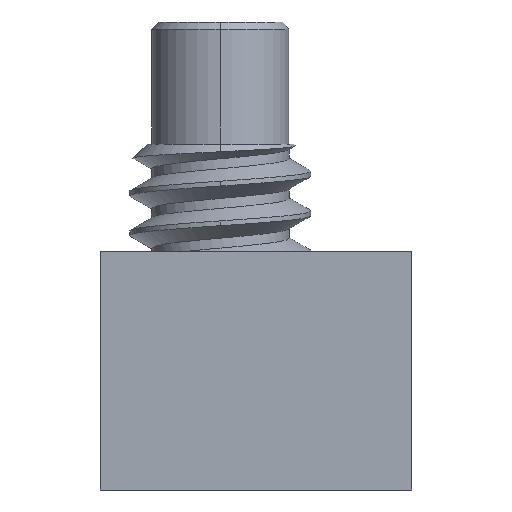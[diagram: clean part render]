
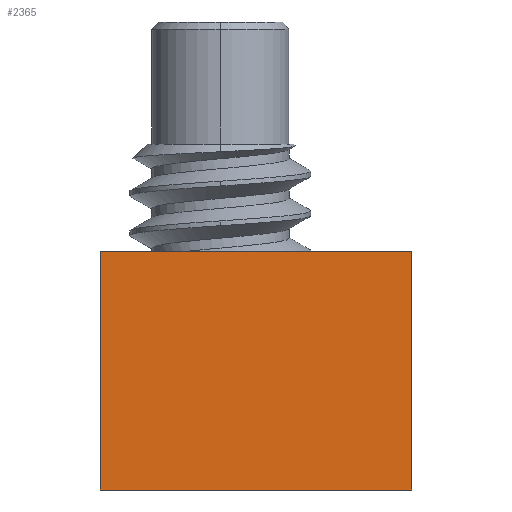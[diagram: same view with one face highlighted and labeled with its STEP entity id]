
A CAD part, left-side view. The second image highlights one B-rep face of the part: STEP entity #2365.
In plain terms, the highlighted planar face has unit normal (-1, 0, 0).
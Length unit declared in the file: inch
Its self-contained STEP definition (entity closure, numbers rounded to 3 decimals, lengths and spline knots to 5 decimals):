
#4 = EDGE_CURVE ( 'NONE', #462, #2091, #640, .T. ) ;
#22 = DIRECTION ( 'NONE',  ( 0., 0., 1. ) ) ;
#101 = CARTESIAN_POINT ( 'NONE',  ( -0.125, 0.12598, 0.125 ) ) ;
#230 = ORIENTED_EDGE ( 'NONE', *, *, #4, .F. ) ;
#260 = DIRECTION ( 'NONE',  ( 0., 1., 0. ) ) ;
#269 = DIRECTION ( 'NONE',  ( 0., 1., 0. ) ) ;
#297 = CARTESIAN_POINT ( 'NONE',  ( -0.125, 0.12598, -0.125 ) ) ;
#462 = VERTEX_POINT ( 'NONE', #297 ) ;
#468 = CARTESIAN_POINT ( 'NONE',  ( -0.125, -0.20079, -0.125 ) ) ;
#518 = LINE ( 'NONE', #2730, #1910 ) ;
#573 = DIRECTION ( 'NONE',  ( -1., 0., 0. ) ) ;
#636 = ORIENTED_EDGE ( 'NONE', *, *, #2219, .F. ) ;
#640 = LINE ( 'NONE', #2428, #2823 ) ;
#785 = FACE_OUTER_BOUND ( 'NONE', #2700, .T. ) ;
#793 = ORIENTED_EDGE ( 'NONE', *, *, #1227, .T. ) ;
#1106 = LINE ( 'NONE', #468, #2257 ) ;
#1115 = CARTESIAN_POINT ( 'NONE',  ( -0.125, -0.20079, 0.125 ) ) ;
#1214 = ORIENTED_EDGE ( 'NONE', *, *, #2503, .T. ) ;
#1227 = EDGE_CURVE ( 'NONE', #2194, #2019, #518, .T. ) ;
#1266 = CARTESIAN_POINT ( 'NONE',  ( -0.125, -0.20079, -0.125 ) ) ;
#1383 = DIRECTION ( 'NONE',  ( 0., 0., 1. ) ) ;
#1581 = LINE ( 'NONE', #1115, #2347 ) ;
#1910 = VECTOR ( 'NONE', #1383, 39.37008 ) ;
#2019 = VERTEX_POINT ( 'NONE', #2426 ) ;
#2091 = VERTEX_POINT ( 'NONE', #101 ) ;
#2131 = AXIS2_PLACEMENT_3D ( 'NONE', #2495, #573, #2279 ) ;
#2194 = VERTEX_POINT ( 'NONE', #1266 ) ;
#2219 = EDGE_CURVE ( 'NONE', #2194, #462, #1106, .T. ) ;
#2257 = VECTOR ( 'NONE', #260, 39.37008 ) ;
#2279 = DIRECTION ( 'NONE',  ( 0., 0., 1. ) ) ;
#2347 = VECTOR ( 'NONE', #269, 39.37008 ) ;
#2365 = ADVANCED_FACE ( 'NONE', ( #785 ), #2754, .T. ) ;
#2426 = CARTESIAN_POINT ( 'NONE',  ( -0.125, -0.20079, 0.125 ) ) ;
#2428 = CARTESIAN_POINT ( 'NONE',  ( -0.125, 0.12598, 0.125 ) ) ;
#2495 = CARTESIAN_POINT ( 'NONE',  ( -0.125, -0.20079, 0.125 ) ) ;
#2503 = EDGE_CURVE ( 'NONE', #2019, #2091, #1581, .T. ) ;
#2700 = EDGE_LOOP ( 'NONE', ( #1214, #230, #636, #793 ) ) ;
#2730 = CARTESIAN_POINT ( 'NONE',  ( -0.125, -0.20079, 0.125 ) ) ;
#2754 = PLANE ( 'NONE',  #2131 ) ;
#2823 = VECTOR ( 'NONE', #22, 39.37008 ) ;
